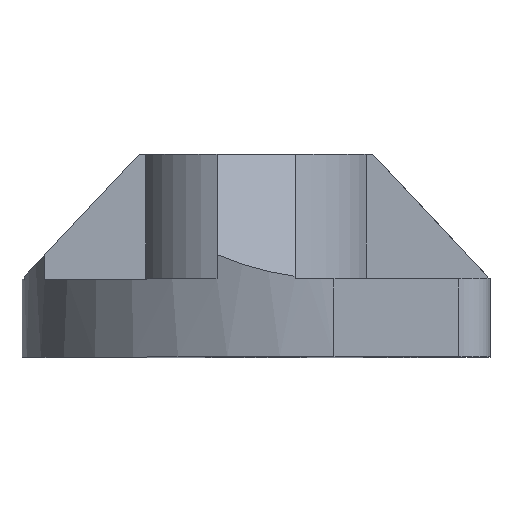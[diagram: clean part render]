
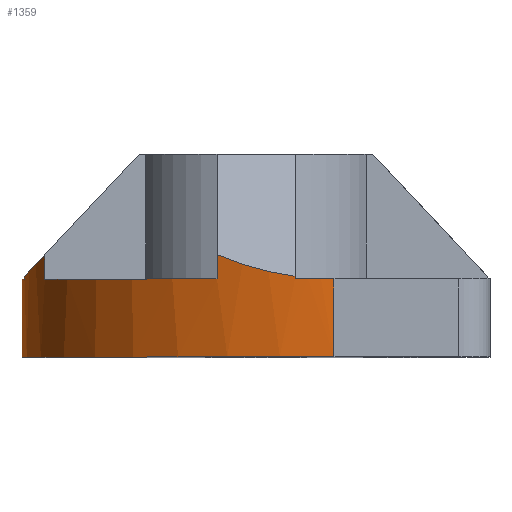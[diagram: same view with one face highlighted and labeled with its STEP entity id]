
A CAD part, top view. The second image highlights one B-rep face of the part: STEP entity #1359.
In plain terms, the highlighted cylindrical face has radius 20 mm (diameter 40 mm), a partial arc.
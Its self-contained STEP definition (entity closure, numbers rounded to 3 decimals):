
#38 = CYLINDRICAL_SURFACE ( 'NONE', #963, 20. ) ;
#54 = ORIENTED_EDGE ( 'NONE', *, *, #671, .F. ) ;
#66 = VECTOR ( 'NONE', #511, 1000. ) ;
#75 = ORIENTED_EDGE ( 'NONE', *, *, #154, .F. ) ;
#82 = ORIENTED_EDGE ( 'NONE', *, *, #1020, .F. ) ;
#102 = ORIENTED_EDGE ( 'NONE', *, *, #129, .F. ) ;
#129 = EDGE_CURVE ( 'NONE', #386, #643, #885, .T. ) ;
#154 = EDGE_CURVE ( 'NONE', #365, #1234, #905, .T. ) ;
#226 = VERTEX_POINT ( 'NONE', #1380 ) ;
#237 = AXIS2_PLACEMENT_3D ( 'NONE', #1044, #477, #605 ) ;
#238 = AXIS2_PLACEMENT_3D ( 'NONE', #1081, #975, #1301 ) ;
#248 = CARTESIAN_POINT ( 'NONE',  ( -15., 0., -5. ) ) ;
#252 = EDGE_CURVE ( 'NONE', #932, #302, #1032, .T. ) ;
#277 = LINE ( 'NONE', #1258, #802 ) ;
#286 = LINE ( 'NONE', #1397, #66 ) ;
#302 = VERTEX_POINT ( 'NONE', #971 ) ;
#330 = DIRECTION ( 'NONE',  ( 0., -1., 0. ) ) ;
#332 = CIRCLE ( 'NONE', #406, 20. ) ;
#365 = VERTEX_POINT ( 'NONE', #416 ) ;
#373 = CARTESIAN_POINT ( 'NONE',  ( -13.54, 6.557, 2.5 ) ) ;
#376 = AXIS2_PLACEMENT_3D ( 'NONE', #547, #658, #684 ) ;
#378 = FACE_OUTER_BOUND ( 'NONE', #1429, .T. ) ;
#381 = ORIENTED_EDGE ( 'NONE', *, *, #1057, .F. ) ;
#386 = VERTEX_POINT ( 'NONE', #438 ) ;
#406 = AXIS2_PLACEMENT_3D ( 'NONE', #1214, #1312, #1120 ) ;
#410 = CARTESIAN_POINT ( 'NONE',  ( -2.5, 5., 13.54 ) ) ;
#415 = CARTESIAN_POINT ( 'NONE',  ( 2.5, 5.167, 14.843 ) ) ;
#416 = CARTESIAN_POINT ( 'NONE',  ( 5., 5., 15. ) ) ;
#438 = CARTESIAN_POINT ( 'NONE',  ( -15., 5., -5. ) ) ;
#477 = DIRECTION ( 'NONE',  ( 0., -1., 0. ) ) ;
#480 = DIRECTION ( 'NONE',  ( 0., 0., -1. ) ) ;
#511 = DIRECTION ( 'NONE',  ( 0., -1., 0. ) ) ;
#527 = VERTEX_POINT ( 'NONE', #1314 ) ;
#547 = CARTESIAN_POINT ( 'NONE',  ( 5., 5., -5. ) ) ;
#597 = CARTESIAN_POINT ( 'NONE',  ( -14.843, 5.167, -2.5 ) ) ;
#599 = DIRECTION ( 'NONE',  ( 0., -1., 0. ) ) ;
#605 = DIRECTION ( 'NONE',  ( 0., 0., 1. ) ) ;
#610 = ORIENTED_EDGE ( 'NONE', *, *, #1435, .F. ) ;
#631 = CARTESIAN_POINT ( 'NONE',  ( 0.782, 5.398, 14.627 ) ) ;
#643 = VERTEX_POINT ( 'NONE', #912 ) ;
#646 = VERTEX_POINT ( 'NONE', #248 ) ;
#658 = DIRECTION ( 'NONE',  ( 0., 1., 0. ) ) ;
#669 = CARTESIAN_POINT ( 'NONE',  ( 5., 0., 15. ) ) ;
#671 = EDGE_CURVE ( 'NONE', #1246, #932, #1403, .T. ) ;
#684 = DIRECTION ( 'NONE',  ( 0., 0., 1. ) ) ;
#708 = VECTOR ( 'NONE', #741, 1000. ) ;
#711 = EDGE_CURVE ( 'NONE', #1234, #646, #1253, .T. ) ;
#713 = CARTESIAN_POINT ( 'NONE',  ( -13.54, 6.557, 2.5 ) ) ;
#721 = DIRECTION ( 'NONE',  ( 0., 1., 0. ) ) ;
#723 = DIRECTION ( 'NONE',  ( 0., 1., 0. ) ) ;
#738 = CARTESIAN_POINT ( 'NONE',  ( -2.5, 6.557, 13.54 ) ) ;
#741 = DIRECTION ( 'NONE',  ( 0., 1., 0. ) ) ;
#743 = ORIENTED_EDGE ( 'NONE', *, *, #1094, .F. ) ;
#749 = ORIENTED_EDGE ( 'NONE', *, *, #252, .F. ) ;
#766 = VECTOR ( 'NONE', #330, 1000. ) ;
#770 = ORIENTED_EDGE ( 'NONE', *, *, #901, .F. ) ;
#802 = VECTOR ( 'NONE', #721, 1000. ) ;
#814 = CARTESIAN_POINT ( 'NONE',  ( -13.54, 6.557, 2.5 ) ) ;
#817 = CARTESIAN_POINT ( 'NONE',  ( -2.5, 6.557, 13.54 ) ) ;
#828 = CARTESIAN_POINT ( 'NONE',  ( -14.19, 5.864, 0.894 ) ) ;
#853 = CARTESIAN_POINT ( 'NONE',  ( -0.894, 5.864, 14.19 ) ) ;
#866 = CIRCLE ( 'NONE', #238, 20. ) ;
#885 = CIRCLE ( 'NONE', #376, 20. ) ;
#901 = EDGE_CURVE ( 'NONE', #967, #1286, #1146, .T. ) ;
#905 = LINE ( 'NONE', #1202, #766 ) ;
#912 = CARTESIAN_POINT ( 'NONE',  ( -14.843, 5., -2.5 ) ) ;
#927 = CARTESIAN_POINT ( 'NONE',  ( -2.5, 5., 13.54 ) ) ;
#932 = VERTEX_POINT ( 'NONE', #373 ) ;
#957 = VECTOR ( 'NONE', #599, 1000. ) ;
#963 = AXIS2_PLACEMENT_3D ( 'NONE', #1263, #1242, #480 ) ;
#967 = VERTEX_POINT ( 'NONE', #410 ) ;
#971 = CARTESIAN_POINT ( 'NONE',  ( -13.54, 5., 2.5 ) ) ;
#975 = DIRECTION ( 'NONE',  ( 0., 1., 0. ) ) ;
#986 = ORIENTED_EDGE ( 'NONE', *, *, #711, .F. ) ;
#1013 = CARTESIAN_POINT ( 'NONE',  ( -14.843, 5.167, -2.5 ) ) ;
#1020 = EDGE_CURVE ( 'NONE', #646, #386, #1173, .T. ) ;
#1032 = LINE ( 'NONE', #713, #957 ) ;
#1038 = EDGE_CURVE ( 'NONE', #1286, #226, #1291, .T. ) ;
#1044 = CARTESIAN_POINT ( 'NONE',  ( 5., 0., -5. ) ) ;
#1057 = EDGE_CURVE ( 'NONE', #226, #527, #286, .T. ) ;
#1081 = CARTESIAN_POINT ( 'NONE',  ( 5., 5., -5. ) ) ;
#1094 = EDGE_CURVE ( 'NONE', #302, #967, #866, .T. ) ;
#1120 = DIRECTION ( 'NONE',  ( 0., 0., 1. ) ) ;
#1125 = VECTOR ( 'NONE', #723, 1000. ) ;
#1136 = CARTESIAN_POINT ( 'NONE',  ( -14.627, 5.398, -0.782 ) ) ;
#1146 = LINE ( 'NONE', #927, #1125 ) ;
#1173 = LINE ( 'NONE', #1389, #708 ) ;
#1202 = CARTESIAN_POINT ( 'NONE',  ( 5., 5., 15. ) ) ;
#1214 = CARTESIAN_POINT ( 'NONE',  ( 5., 5., -5. ) ) ;
#1234 = VERTEX_POINT ( 'NONE', #669 ) ;
#1242 = DIRECTION ( 'NONE',  ( 0., -1., 0. ) ) ;
#1246 = VERTEX_POINT ( 'NONE', #1013 ) ;
#1251 = EDGE_CURVE ( 'NONE', #643, #1246, #277, .T. ) ;
#1253 = CIRCLE ( 'NONE', #237, 20. ) ;
#1258 = CARTESIAN_POINT ( 'NONE',  ( -14.843, 5., -2.5 ) ) ;
#1263 = CARTESIAN_POINT ( 'NONE',  ( 5., 5., -5. ) ) ;
#1282 = ORIENTED_EDGE ( 'NONE', *, *, #1038, .F. ) ;
#1286 = VERTEX_POINT ( 'NONE', #817 ) ;
#1291 =( BOUNDED_CURVE ( )  B_SPLINE_CURVE ( 3, ( #738, #853, #631, #415 ),
 .UNSPECIFIED., .F., .T. ) 
 B_SPLINE_CURVE_WITH_KNOTS ( ( 4, 4 ),
 ( 5.899, 6.158 ),
 .UNSPECIFIED. ) 
 CURVE ( )  GEOMETRIC_REPRESENTATION_ITEM ( )  RATIONAL_B_SPLINE_CURVE ( ( 1., 0.994, 0.994, 1. ) ) 
 REPRESENTATION_ITEM ( '' )  );
#1301 = DIRECTION ( 'NONE',  ( 0., 0., 1. ) ) ;
#1312 = DIRECTION ( 'NONE',  ( 0., 1., 0. ) ) ;
#1314 = CARTESIAN_POINT ( 'NONE',  ( 2.5, 5., 14.843 ) ) ;
#1343 = ORIENTED_EDGE ( 'NONE', *, *, #1251, .F. ) ;
#1359 = ADVANCED_FACE ( 'NONE', ( #378 ), #38, .T. ) ;
#1380 = CARTESIAN_POINT ( 'NONE',  ( 2.5, 5.167, 14.843 ) ) ;
#1389 = CARTESIAN_POINT ( 'NONE',  ( -15., 5., -5. ) ) ;
#1397 = CARTESIAN_POINT ( 'NONE',  ( 2.5, 5.167, 14.843 ) ) ;
#1403 =( BOUNDED_CURVE ( )  B_SPLINE_CURVE ( 3, ( #597, #1136, #828, #814 ),
 .UNSPECIFIED., .F., .T. ) 
 B_SPLINE_CURVE_WITH_KNOTS ( ( 4, 4 ),
 ( 0.125, 0.384 ),
 .UNSPECIFIED. ) 
 CURVE ( )  GEOMETRIC_REPRESENTATION_ITEM ( )  RATIONAL_B_SPLINE_CURVE ( ( 1., 0.994, 0.994, 1. ) ) 
 REPRESENTATION_ITEM ( '' )  );
#1429 = EDGE_LOOP ( 'NONE', ( #102, #82, #986, #75, #610, #381, #1282, #770, #743, #749, #54, #1343 ) ) ;
#1435 = EDGE_CURVE ( 'NONE', #527, #365, #332, .T. ) ;
